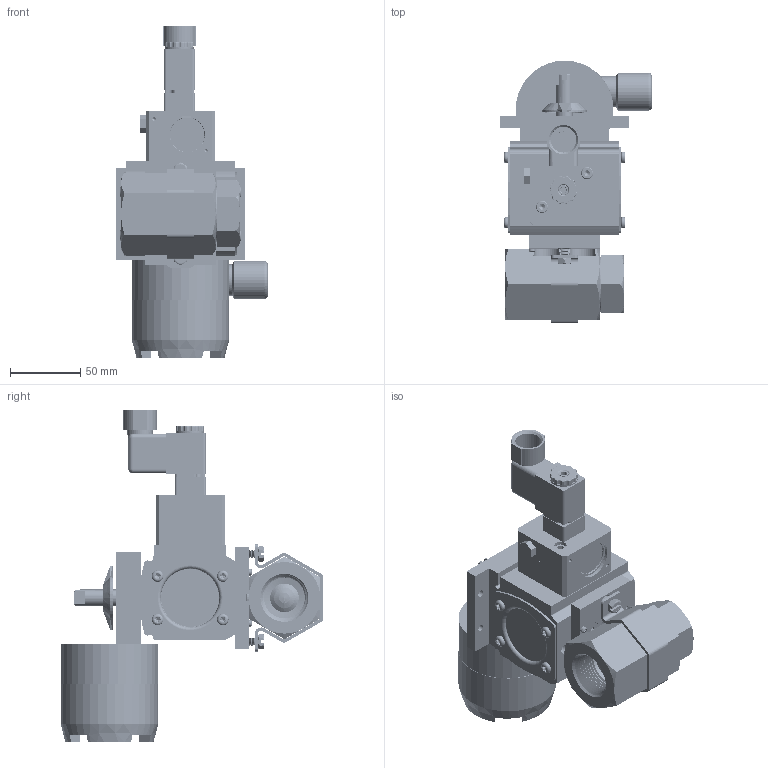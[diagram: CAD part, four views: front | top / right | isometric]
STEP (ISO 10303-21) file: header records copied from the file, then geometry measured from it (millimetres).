
FILE_DESCRIPTION (( 'STEP AP203' ), '1' );
FILE_NAME ('88XXNA512DGPDCLS.step', '2018-09-04T14:57:24', ( '' ), ( '' ), 'SwSTEP 2.0', 'SolidWorks 2018', '' );
FILE_SCHEMA (( 'CONFIG_CONTROL_DESIGN' ));
Products named in the file (1): 88XXNA512DGPDCLS
Bounding box: 107.71 x 186.69 x 235.76 mm (x, y, z)
Volume: 710486.1 mm3; surface area: 259127.9 mm2
Topology: 55 solids, 55 shells, 4467 faces, 11551 edges, 7148 vertices
Faces by surface type: cylinder 1871, cone 1382, plane 807, bspline 223, torus 174, sphere 10
Entity records: 218822 total; most frequent: CARTESIAN_POINT 114037, ORIENTED_EDGE 22706, DIRECTION 21879, EDGE_CURVE 11353, AXIS2_PLACEMENT_3D 8732, VERTEX_POINT 7144, EDGE_LOOP 4771, CIRCLE 4487
